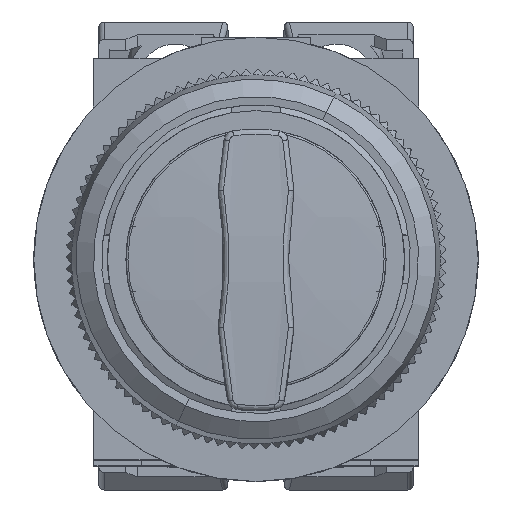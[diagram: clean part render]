
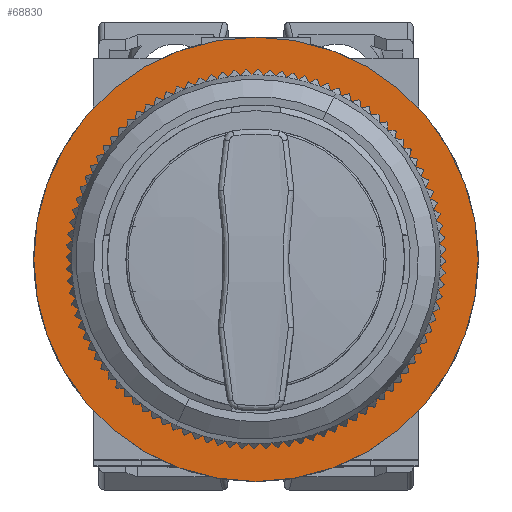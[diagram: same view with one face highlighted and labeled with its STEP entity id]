
A CAD part, top view. The second image highlights one B-rep face of the part: STEP entity #68830.
In plain terms, the highlighted planar face has unit normal (0, 0, 1).
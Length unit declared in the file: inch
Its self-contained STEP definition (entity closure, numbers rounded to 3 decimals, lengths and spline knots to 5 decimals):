
#2630 = CIRCLE ( 'NONE', #4832, 0.62598 ) ;
#3369 = VERTEX_POINT ( 'NONE', #128253 ) ;
#4832 = AXIS2_PLACEMENT_3D ( 'NONE', #47652, #89683, #58406 ) ;
#5266 = VERTEX_POINT ( 'NONE', #93078 ) ;
#13114 = AXIS2_PLACEMENT_3D ( 'NONE', #29135, #50636, #93618 ) ;
#14981 = FACE_BOUND ( 'NONE', #79967, .T. ) ;
#20312 = DIRECTION ( 'NONE',  ( 0., 0., 1. ) ) ;
#22237 = AXIS2_PLACEMENT_3D ( 'NONE', #36166, #88483, #78235 ) ;
#26396 = CARTESIAN_POINT ( 'NONE',  ( 0.80709, 0., 0.23622 ) ) ;
#26529 = CARTESIAN_POINT ( 'NONE',  ( 0., 0., 0.23622 ) ) ;
#29135 = CARTESIAN_POINT ( 'NONE',  ( 0., 0., 0.23622 ) ) ;
#34081 = EDGE_CURVE ( 'NONE', #95913, #107957, #123979, .T. ) ;
#36166 = CARTESIAN_POINT ( 'NONE',  ( 0., 0., 0.23622 ) ) ;
#47652 = CARTESIAN_POINT ( 'NONE',  ( 0., 0., 0.23622 ) ) ;
#50636 = DIRECTION ( 'NONE',  ( 0., 0., 1. ) ) ;
#52551 = CARTESIAN_POINT ( 'NONE',  ( 0., 0., 0.23622 ) ) ;
#58329 = PLANE ( 'NONE',  #129290 ) ;
#58406 = DIRECTION ( 'NONE',  ( -1., 0., 0. ) ) ;
#61026 = CIRCLE ( 'NONE', #13114, 0.80709 ) ;
#67682 = DIRECTION ( 'NONE',  ( 0., 0., 1. ) ) ;
#68830 = ADVANCED_FACE ( 'NONE', ( #14981, #91912 ), #58329, .T. ) ;
#72919 = ORIENTED_EDGE ( 'NONE', *, *, #79275, .T. ) ;
#78235 = DIRECTION ( 'NONE',  ( -1., 0., 0. ) ) ;
#79275 = EDGE_CURVE ( 'NONE', #3369, #5266, #2630, .T. ) ;
#79967 = EDGE_LOOP ( 'NONE', ( #72919, #95438 ) ) ;
#86689 = AXIS2_PLACEMENT_3D ( 'NONE', #52551, #20312, #117456 ) ;
#88483 = DIRECTION ( 'NONE',  ( 0., 0., -1. ) ) ;
#89683 = DIRECTION ( 'NONE',  ( 0., 0., -1. ) ) ;
#91912 = FACE_OUTER_BOUND ( 'NONE', #115713, .T. ) ;
#93078 = CARTESIAN_POINT ( 'NONE',  ( 0.62598, 0., 0.23622 ) ) ;
#93618 = DIRECTION ( 'NONE',  ( -1., 0., 0. ) ) ;
#95438 = ORIENTED_EDGE ( 'NONE', *, *, #115113, .T. ) ;
#95913 = VERTEX_POINT ( 'NONE', #106619 ) ;
#99532 = ORIENTED_EDGE ( 'NONE', *, *, #34081, .T. ) ;
#106619 = CARTESIAN_POINT ( 'NONE',  ( -0.80709, 0., 0.23622 ) ) ;
#107957 = VERTEX_POINT ( 'NONE', #26396 ) ;
#111114 = DIRECTION ( 'NONE',  ( 1., 0., 0. ) ) ;
#111930 = EDGE_CURVE ( 'NONE', #107957, #95913, #61026, .T. ) ;
#115113 = EDGE_CURVE ( 'NONE', #5266, #3369, #131003, .T. ) ;
#115713 = EDGE_LOOP ( 'NONE', ( #99532, #118747 ) ) ;
#117456 = DIRECTION ( 'NONE',  ( -1., 0., 0. ) ) ;
#118747 = ORIENTED_EDGE ( 'NONE', *, *, #111930, .T. ) ;
#123979 = CIRCLE ( 'NONE', #86689, 0.80709 ) ;
#128253 = CARTESIAN_POINT ( 'NONE',  ( -0.62598, 0., 0.23622 ) ) ;
#129290 = AXIS2_PLACEMENT_3D ( 'NONE', #26529, #67682, #111114 ) ;
#131003 = CIRCLE ( 'NONE', #22237, 0.62598 ) ;
